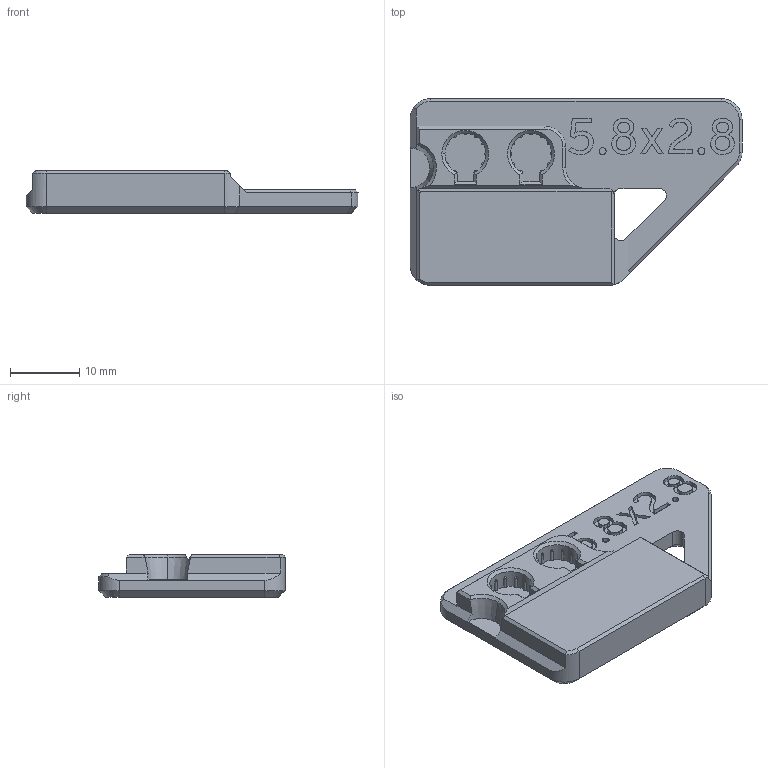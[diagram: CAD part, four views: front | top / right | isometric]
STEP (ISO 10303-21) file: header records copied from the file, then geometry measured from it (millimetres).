
FILE_DESCRIPTION(('FreeCAD Model'),'2;1');
FILE_NAME('Open CASCADE Shape Model','2025-06-17T11:53:28',(''),(''), 'Open CASCADE STEP processor 7.7','FreeCAD','Unknown');
FILE_SCHEMA(('AUTOMOTIVE_DESIGN { 1 0 10303 214 1 1 1 1 }'));
Length unit declared in the file: millimetre
Products named in the file (1): handle_b_5.8x2.8magnet__+mesh
Bounding box: 48 x 27 x 6.2 mm (x, y, z)
Volume: 5016.4 mm3; surface area: 3078.4 mm2
Topology: 1 solids, 1 shells, 229 faces, 629 edges, 414 vertices
Faces by surface type: plane 87, extrusion 60, cylinder 58, cone 24
Entity records: 9584 total; most frequent: CARTESIAN_POINT 3854, ORIENTED_EDGE 1258, DIRECTION 1055, EDGE_CURVE 629, VERTEX_POINT 414, VECTOR 375, AXIS2_PLACEMENT_3D 340, LINE 315
